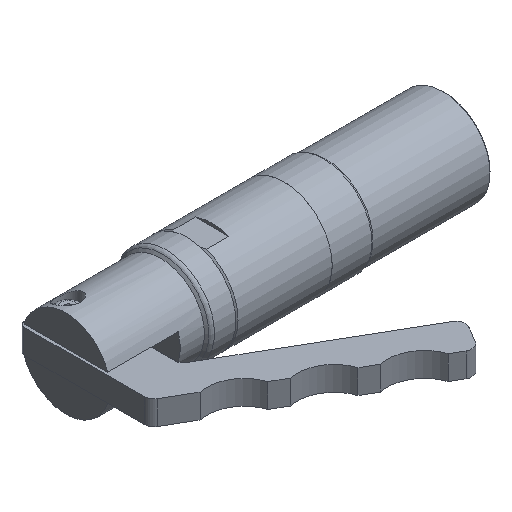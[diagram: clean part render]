
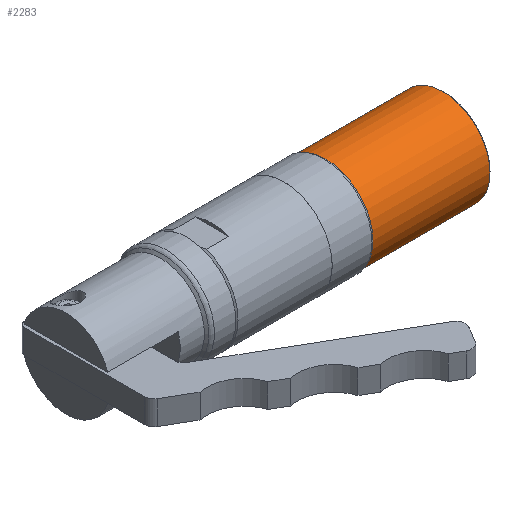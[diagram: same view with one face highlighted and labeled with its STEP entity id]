
A CAD part, isometric view. The second image highlights one B-rep face of the part: STEP entity #2283.
In plain terms, the highlighted cylindrical face has radius 15.938 mm (diameter 31.877 mm), a full revolution.
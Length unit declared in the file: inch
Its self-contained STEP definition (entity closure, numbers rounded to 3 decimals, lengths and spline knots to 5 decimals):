
#506=FACE_BOUND('',#808,.T.);
#639=FACE_OUTER_BOUND('',#807,.T.);
#807=EDGE_LOOP('',(#2092));
#808=EDGE_LOOP('',(#2093));
#947=CIRCLE('',#2534,0.6275);
#948=CIRCLE('',#2536,0.6275);
#1170=VERTEX_POINT('',#4050);
#1171=VERTEX_POINT('',#4053);
#1483=EDGE_CURVE('',#1170,#1170,#947,.T.);
#1484=EDGE_CURVE('',#1171,#1171,#948,.T.);
#2092=ORIENTED_EDGE('',*,*,#1484,.F.);
#2093=ORIENTED_EDGE('',*,*,#1483,.T.);
#2156=CYLINDRICAL_SURFACE('',#2535,0.6275);
#2283=ADVANCED_FACE('',(#639,#506),#2156,.T.);
#2534=AXIS2_PLACEMENT_3D('',#4051,#3159,#3160);
#2535=AXIS2_PLACEMENT_3D('',#4052,#3161,#3162);
#2536=AXIS2_PLACEMENT_3D('',#4054,#3163,#3164);
#3159=DIRECTION('center_axis',(1.,0.,0.));
#3160=DIRECTION('ref_axis',(0.,1.,0.));
#3161=DIRECTION('center_axis',(1.,0.,0.));
#3162=DIRECTION('ref_axis',(0.,1.,0.));
#3163=DIRECTION('center_axis',(1.,0.,0.));
#3164=DIRECTION('ref_axis',(0.,1.,0.));
#4050=CARTESIAN_POINT('',(3.466,0.6275,0.));
#4051=CARTESIAN_POINT('Origin',(3.466,0.,0.));
#4052=CARTESIAN_POINT('Origin',(4.246,0.,0.));
#4053=CARTESIAN_POINT('',(5.026,0.6275,0.));
#4054=CARTESIAN_POINT('Origin',(5.026,0.,0.));
